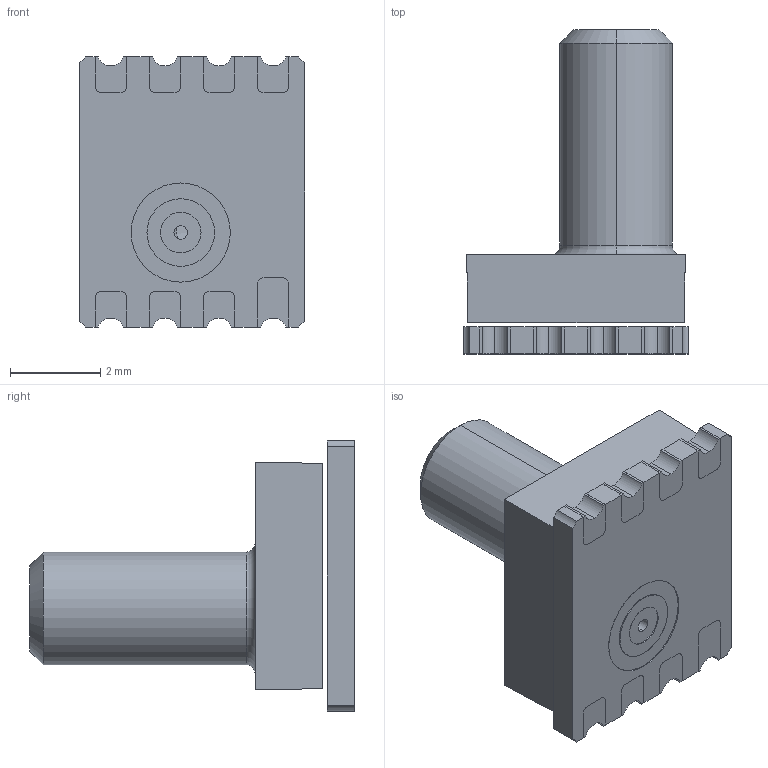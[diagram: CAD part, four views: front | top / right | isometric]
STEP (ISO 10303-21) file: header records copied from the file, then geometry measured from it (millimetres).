
FILE_DESCRIPTION (( 'STEP AP214' ), '1' );
FILE_NAME ('MMR906XAN.STEP', '2022-05-30T07:12:05', ( '' ), ( '' ), 'SwSTEP 2.0', 'SolidWorks 2021', '' );
FILE_SCHEMA (( 'AUTOMOTIVE_DESIGN' ));
Length unit declared in the file: millimetre
Products named in the file (1): MMR906XAN
Bounding box: 5 x 7.2 x 6 mm (x, y, z)
Surface area: 179.7 mm2 (no closed solid volume)
Topology: 0 solids, 10 shells, 105 faces, 543 edges, 446 vertices
Faces by surface type: plane 56, cylinder 43, cone 4, torus 2
Entity records: 6551 total; most frequent: CARTESIAN_POINT 1095, DIRECTION 906, ORIENTED_EDGE 742, EDGE_CURVE 543, VERTEX_POINT 446, VECTOR 392, LINE 392, AXIS2_PLACEMENT_3D 257
